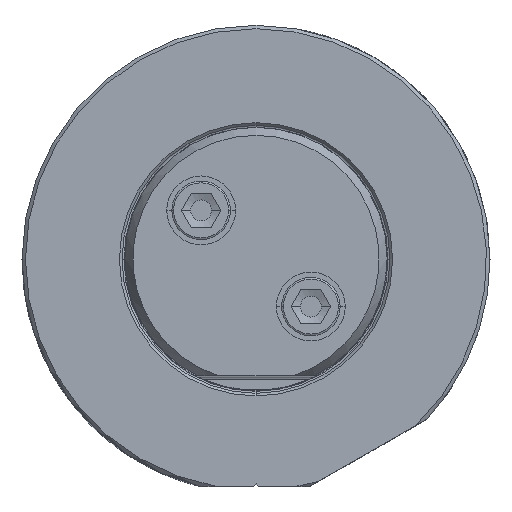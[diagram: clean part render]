
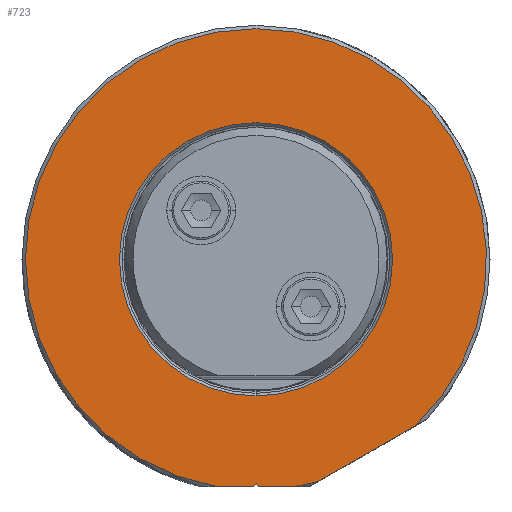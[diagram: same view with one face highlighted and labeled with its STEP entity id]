
A CAD part, top view. The second image highlights one B-rep face of the part: STEP entity #723.
In plain terms, the highlighted planar face has unit normal (0, 0, 1).
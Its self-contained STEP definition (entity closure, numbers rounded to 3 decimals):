
#233=PLANE('',#6300);
#723=ADVANCED_FACE('',(#1027,#1028),#233,.T.);
#1027=FACE_BOUND('',#1202,.T.);
#1028=FACE_BOUND('',#1203,.T.);
#1202=EDGE_LOOP('',(#3500,#3501,#3502,#3503,#3504,#3505,#3506,#3507));
#1203=EDGE_LOOP('',(#3508,#3509));
#1503=CIRCLE('',#6294,33.5);
#1504=CIRCLE('',#6295,33.5);
#1505=CIRCLE('',#6297,33.5);
#1506=CIRCLE('',#6298,19.85);
#1507=CIRCLE('',#6299,19.85);
#1818=LINE('',#12941,#2142);
#1820=LINE('',#12955,#2144);
#1822=LINE('',#12959,#2146);
#1824=LINE('',#12963,#2148);
#1826=LINE('',#12967,#2150);
#2142=VECTOR('',#7316,1.);
#2144=VECTOR('',#7320,1.);
#2146=VECTOR('',#7324,1.);
#2148=VECTOR('',#7328,1.);
#2150=VECTOR('',#7332,1.);
#3500=ORIENTED_EDGE('',*,*,#5435,.T.);
#3501=ORIENTED_EDGE('',*,*,#5355,.T.);
#3502=ORIENTED_EDGE('',*,*,#5434,.T.);
#3503=ORIENTED_EDGE('',*,*,#5433,.T.);
#3504=ORIENTED_EDGE('',*,*,#5365,.F.);
#3505=ORIENTED_EDGE('',*,*,#5363,.T.);
#3506=ORIENTED_EDGE('',*,*,#5361,.T.);
#3507=ORIENTED_EDGE('',*,*,#5359,.F.);
#3508=ORIENTED_EDGE('',*,*,#5436,.T.);
#3509=ORIENTED_EDGE('',*,*,#5437,.T.);
#4650=VERTEX_POINT('',#12940);
#4651=VERTEX_POINT('',#12942);
#4653=VERTEX_POINT('',#12954);
#4654=VERTEX_POINT('',#12956);
#4655=VERTEX_POINT('',#12960);
#4656=VERTEX_POINT('',#12964);
#4657=VERTEX_POINT('',#12968);
#4695=VERTEX_POINT('',#14945);
#4696=VERTEX_POINT('',#14950);
#4697=VERTEX_POINT('',#14951);
#5355=EDGE_CURVE('',#4651,#4650,#1818,.T.);
#5359=EDGE_CURVE('',#4653,#4654,#1820,.T.);
#5361=EDGE_CURVE('',#4655,#4654,#1822,.T.);
#5363=EDGE_CURVE('',#4656,#4655,#1824,.T.);
#5365=EDGE_CURVE('',#4656,#4657,#1826,.T.);
#5433=EDGE_CURVE('',#4695,#4657,#1503,.T.);
#5434=EDGE_CURVE('',#4650,#4695,#1504,.T.);
#5435=EDGE_CURVE('',#4653,#4651,#1505,.T.);
#5436=EDGE_CURVE('',#4696,#4697,#1506,.T.);
#5437=EDGE_CURVE('',#4697,#4696,#1507,.T.);
#6294=AXIS2_PLACEMENT_3D('',#14944,#7422,#7423);
#6295=AXIS2_PLACEMENT_3D('',#14946,#7424,#7425);
#6297=AXIS2_PLACEMENT_3D('',#14948,#7428,#7429);
#6298=AXIS2_PLACEMENT_3D('',#14949,#7430,#7431);
#6299=AXIS2_PLACEMENT_3D('',#14952,#7432,#7433);
#6300=AXIS2_PLACEMENT_3D('',#14953,#7434,#7435);
#7316=DIRECTION('',(0.868,0.496,0.));
#7320=DIRECTION('',(-1.,0.,0.));
#7324=DIRECTION('',(0.707,-0.707,0.));
#7328=DIRECTION('',(0.707,0.707,0.));
#7332=DIRECTION('',(-1.,0.,0.));
#7422=DIRECTION('',(0.,0.,1.));
#7423=DIRECTION('',(0.,1.,0.));
#7424=DIRECTION('',(0.,0.,1.));
#7425=DIRECTION('',(0.692,-0.722,0.));
#7428=DIRECTION('',(0.,0.,1.));
#7429=DIRECTION('',(0.172,-0.985,0.));
#7430=DIRECTION('',(0.,0.,-1.));
#7431=DIRECTION('',(0.,-1.,0.));
#7432=DIRECTION('',(0.,0.,-1.));
#7433=DIRECTION('',(0.,1.,0.));
#7434=DIRECTION('',(0.,0.,1.));
#7435=DIRECTION('',(0.,-1.,0.));
#12940=CARTESIAN_POINT('',(23.187,-24.179,0.));
#12941=CARTESIAN_POINT('',(9.082,-32.245,0.));
#12942=CARTESIAN_POINT('',(9.082,-32.245,0.));
#12954=CARTESIAN_POINT('',(5.766,-33.,0.));
#12955=CARTESIAN_POINT('',(5.766,-33.,0.));
#12956=CARTESIAN_POINT('',(0.354,-33.,0.));
#12959=CARTESIAN_POINT('',(0.,-32.646,0.));
#12960=CARTESIAN_POINT('',(0.,-32.646,0.));
#12963=CARTESIAN_POINT('',(-0.354,-33.,0.));
#12964=CARTESIAN_POINT('',(-0.354,-33.,0.));
#12967=CARTESIAN_POINT('',(-0.354,-33.,0.));
#12968=CARTESIAN_POINT('',(-5.766,-33.,0.));
#14944=CARTESIAN_POINT('',(0.,0.,0.));
#14945=CARTESIAN_POINT('',(0.,33.5,0.));
#14946=CARTESIAN_POINT('',(0.,0.,0.));
#14948=CARTESIAN_POINT('',(0.,0.,0.));
#14949=CARTESIAN_POINT('',(0.,0.,0.));
#14950=CARTESIAN_POINT('',(0.,-19.85,0.));
#14951=CARTESIAN_POINT('',(0.,19.85,0.));
#14952=CARTESIAN_POINT('',(0.,0.,0.));
#14953=CARTESIAN_POINT('',(0.001,0.25,0.));
